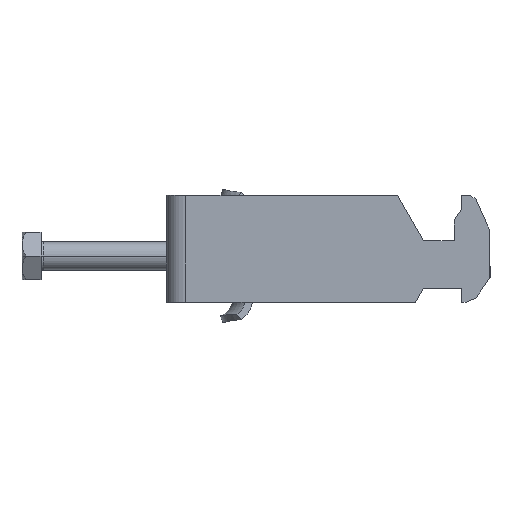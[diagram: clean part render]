
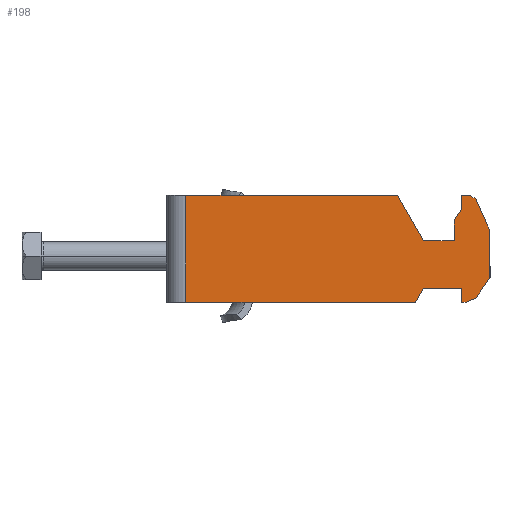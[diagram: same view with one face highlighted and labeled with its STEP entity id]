
A CAD part, left-side view. The second image highlights one B-rep face of the part: STEP entity #198.
In plain terms, the highlighted planar face has unit normal (-1, 0, 0).
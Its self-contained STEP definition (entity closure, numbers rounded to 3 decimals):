
#35 = VERTEX_POINT ( 'NONE', #1144 ) ;
#151 = ORIENTED_EDGE ( 'NONE', *, *, #9366, .F. ) ;
#198 = ADVANCED_FACE ( 'NONE', ( #2136 ), #2887, .F. ) ;
#254 = VERTEX_POINT ( 'NONE', #2732 ) ;
#392 = CARTESIAN_POINT ( 'NONE',  ( -8.5, -114., -11.25 ) ) ;
#418 = CARTESIAN_POINT ( 'NONE',  ( -8.5, -91.274, 27.163 ) ) ;
#583 = DIRECTION ( 'NONE',  ( 0., 1., 0. ) ) ;
#676 = EDGE_CURVE ( 'NONE', #254, #4372, #7460, .T. ) ;
#697 = VECTOR ( 'NONE', #8493, 1000. ) ;
#732 = EDGE_CURVE ( 'NONE', #9363, #4372, #8380, .T. ) ;
#799 = VECTOR ( 'NONE', #6206, 1000. ) ;
#1022 = ORIENTED_EDGE ( 'NONE', *, *, #1978, .F. ) ;
#1135 = LINE ( 'NONE', #3936, #2058 ) ;
#1144 = CARTESIAN_POINT ( 'NONE',  ( -8.5, -68., 3.75 ) ) ;
#1213 = CARTESIAN_POINT ( 'NONE',  ( -8.5, -114., -11.25 ) ) ;
#1235 = VERTEX_POINT ( 'NONE', #1307 ) ;
#1296 = DIRECTION ( 'NONE',  ( 0., 0.5, -0.866 ) ) ;
#1307 = CARTESIAN_POINT ( 'NONE',  ( -8.5, -48.515, 11.25 ) ) ;
#1613 = DIRECTION ( 'NONE',  ( 0., 0., 1. ) ) ;
#1622 = ORIENTED_EDGE ( 'NONE', *, *, #1993, .F. ) ;
#1651 = CARTESIAN_POINT ( 'NONE',  ( -8.5, -80.517, 34.695 ) ) ;
#1685 = EDGE_CURVE ( 'NONE', #1235, #2981, #6504, .T. ) ;
#1705 = ORIENTED_EDGE ( 'NONE', *, *, #1870, .F. ) ;
#1849 = DIRECTION ( 'NONE',  ( 0., -0.574, 0.819 ) ) ;
#1870 = EDGE_CURVE ( 'NONE', #9363, #5452, #2574, .T. ) ;
#1944 = EDGE_CURVE ( 'NONE', #8903, #7625, #5710, .T. ) ;
#1975 = CARTESIAN_POINT ( 'NONE',  ( -8.5, -60.5, 1.75 ) ) ;
#1978 = EDGE_CURVE ( 'NONE', #5376, #8027, #2859, .T. ) ;
#1993 = EDGE_CURVE ( 'NONE', #8621, #6753, #3577, .T. ) ;
#2058 = VECTOR ( 'NONE', #6861, 1000. ) ;
#2121 = EDGE_CURVE ( 'NONE', #5452, #35, #5647, .T. ) ;
#2133 = EDGE_CURVE ( 'NONE', #8752, #5376, #7261, .T. ) ;
#2136 = FACE_OUTER_BOUND ( 'NONE', #9291, .T. ) ;
#2284 = VERTEX_POINT ( 'NONE', #7745 ) ;
#2345 = CARTESIAN_POINT ( 'NONE',  ( -8.5, -4., 11.25 ) ) ;
#2359 = ORIENTED_EDGE ( 'NONE', *, *, #2121, .F. ) ;
#2378 = DIRECTION ( 'NONE',  ( 0., 0., 1. ) ) ;
#2551 = EDGE_CURVE ( 'NONE', #7625, #4059, #2959, .T. ) ;
#2568 = CARTESIAN_POINT ( 'NONE',  ( -8.5, -68., -6.075 ) ) ;
#2574 = LINE ( 'NONE', #5514, #697 ) ;
#2590 = LINE ( 'NONE', #7043, #8816 ) ;
#2593 = ORIENTED_EDGE ( 'NONE', *, *, #2653, .T. ) ;
#2653 = EDGE_CURVE ( 'NONE', #2981, #8027, #6887, .T. ) ;
#2664 = DIRECTION ( 'NONE',  ( 0., 0., 1. ) ) ;
#2732 = CARTESIAN_POINT ( 'NONE',  ( -8.5, -62., 8.25 ) ) ;
#2756 = VECTOR ( 'NONE', #2378, 1000. ) ;
#2758 = CARTESIAN_POINT ( 'NONE',  ( -8.5, -54., -8.25 ) ) ;
#2822 = CARTESIAN_POINT ( 'NONE',  ( -8.5, -114., 11.25 ) ) ;
#2859 = LINE ( 'NONE', #1213, #6280 ) ;
#2887 = PLANE ( 'NONE',  #6460 ) ;
#2959 = LINE ( 'NONE', #8887, #3094 ) ;
#2981 = VERTEX_POINT ( 'NONE', #8340 ) ;
#3094 = VECTOR ( 'NONE', #1613, 1000. ) ;
#3122 = VECTOR ( 'NONE', #1849, 1000. ) ;
#3211 = DIRECTION ( 'NONE',  ( 0., 0.914, -0.407 ) ) ;
#3246 = CARTESIAN_POINT ( 'NONE',  ( -8.5, -64.886, -17.106 ) ) ;
#3359 = ORIENTED_EDGE ( 'NONE', *, *, #676, .F. ) ;
#3384 = CARTESIAN_POINT ( 'NONE',  ( -8.5, -114., 1.75 ) ) ;
#3437 = CARTESIAN_POINT ( 'NONE',  ( -8.5, -68., 11.25 ) ) ;
#3544 = EDGE_CURVE ( 'NONE', #4325, #8621, #5721, .T. ) ;
#3577 = LINE ( 'NONE', #8780, #6590 ) ;
#3585 = DIRECTION ( 'NONE',  ( 0., 1., 0. ) ) ;
#3697 = CARTESIAN_POINT ( 'NONE',  ( -8.5, -62., -8.25 ) ) ;
#3701 = CARTESIAN_POINT ( 'NONE',  ( -8.5, -114., 11.25 ) ) ;
#3767 = CARTESIAN_POINT ( 'NONE',  ( -8.5, -62., 11.25 ) ) ;
#3791 = EDGE_CURVE ( 'NONE', #1235, #8903, #6155, .T. ) ;
#3798 = VECTOR ( 'NONE', #8691, 1000. ) ;
#3936 = CARTESIAN_POINT ( 'NONE',  ( -8.5, -114., -8.25 ) ) ;
#4059 = VERTEX_POINT ( 'NONE', #8001 ) ;
#4124 = EDGE_CURVE ( 'NONE', #35, #5447, #7852, .T. ) ;
#4190 = DIRECTION ( 'NONE',  ( 0., -0.407, -0.914 ) ) ;
#4261 = VECTOR ( 'NONE', #3585, 1000. ) ;
#4325 = VERTEX_POINT ( 'NONE', #8882 ) ;
#4372 = VERTEX_POINT ( 'NONE', #9057 ) ;
#4431 = ORIENTED_EDGE ( 'NONE', *, *, #4124, .F. ) ;
#4457 = EDGE_CURVE ( 'NONE', #4059, #254, #8483, .T. ) ;
#4505 = EDGE_CURVE ( 'NONE', #5447, #2284, #8531, .T. ) ;
#4520 = ORIENTED_EDGE ( 'NONE', *, *, #1685, .T. ) ;
#4687 = CARTESIAN_POINT ( 'NONE',  ( -8.5, -65.055, 10.365 ) ) ;
#4690 = ORIENTED_EDGE ( 'NONE', *, *, #3544, .F. ) ;
#4871 = CARTESIAN_POINT ( 'NONE',  ( -8.5, -77.444, 32.356 ) ) ;
#4987 = DIRECTION ( 'NONE',  ( 0., 0., -1. ) ) ;
#5277 = DIRECTION ( 'NONE',  ( 0., 0., -1. ) ) ;
#5376 = VERTEX_POINT ( 'NONE', #6144 ) ;
#5447 = VERTEX_POINT ( 'NONE', #2568 ) ;
#5452 = VERTEX_POINT ( 'NONE', #4687 ) ;
#5514 = CARTESIAN_POINT ( 'NONE',  ( -8.5, -93.341, -13.37 ) ) ;
#5647 = LINE ( 'NONE', #8629, #7049 ) ;
#5680 = VECTOR ( 'NONE', #6873, 1000. ) ;
#5710 = LINE ( 'NONE', #3384, #3798 ) ;
#5721 = LINE ( 'NONE', #392, #8999 ) ;
#5838 = DIRECTION ( 'NONE',  ( 1., 0., 0. ) ) ;
#5907 = VECTOR ( 'NONE', #4987, 1000. ) ;
#6034 = CARTESIAN_POINT ( 'NONE',  ( -8.5, -54., 1.75 ) ) ;
#6037 = VECTOR ( 'NONE', #5277, 1000. ) ;
#6144 = CARTESIAN_POINT ( 'NONE',  ( -8.5, -52.268, -11.25 ) ) ;
#6155 = LINE ( 'NONE', #3246, #799 ) ;
#6206 = DIRECTION ( 'NONE',  ( 0., -0.5, -0.866 ) ) ;
#6280 = VECTOR ( 'NONE', #9454, 1000. ) ;
#6460 = AXIS2_PLACEMENT_3D ( 'NONE', #3701, #5838, #9578 ) ;
#6503 = VECTOR ( 'NONE', #1296, 1000. ) ;
#6504 = LINE ( 'NONE', #2822, #4261 ) ;
#6590 = VECTOR ( 'NONE', #2664, 1000. ) ;
#6663 = CARTESIAN_POINT ( 'NONE',  ( -8.5, -64., 11.25 ) ) ;
#6753 = VERTEX_POINT ( 'NONE', #3697 ) ;
#6861 = DIRECTION ( 'NONE',  ( 0., 1., 0. ) ) ;
#6873 = DIRECTION ( 'NONE',  ( 0., 1., 0. ) ) ;
#6887 = LINE ( 'NONE', #2345, #6037 ) ;
#7043 = CARTESIAN_POINT ( 'NONE',  ( -8.5, -113.923, 11.422 ) ) ;
#7049 = VECTOR ( 'NONE', #4190, 1000. ) ;
#7111 = DIRECTION ( 'NONE',  ( 0., 0.574, -0.819 ) ) ;
#7261 = LINE ( 'NONE', #4871, #6503 ) ;
#7460 = LINE ( 'NONE', #3767, #2756 ) ;
#7520 = EDGE_CURVE ( 'NONE', #6753, #8752, #1135, .T. ) ;
#7625 = VERTEX_POINT ( 'NONE', #1975 ) ;
#7641 = CARTESIAN_POINT ( 'NONE',  ( -8.5, -114., 11.25 ) ) ;
#7680 = ORIENTED_EDGE ( 'NONE', *, *, #7520, .F. ) ;
#7724 = ORIENTED_EDGE ( 'NONE', *, *, #3791, .F. ) ;
#7745 = CARTESIAN_POINT ( 'NONE',  ( -8.5, -65., -10.36 ) ) ;
#7852 = LINE ( 'NONE', #3437, #5907 ) ;
#8001 = CARTESIAN_POINT ( 'NONE',  ( -8.5, -60.5, 6.108 ) ) ;
#8027 = VERTEX_POINT ( 'NONE', #9269 ) ;
#8085 = ORIENTED_EDGE ( 'NONE', *, *, #4505, .F. ) ;
#8133 = ORIENTED_EDGE ( 'NONE', *, *, #2133, .F. ) ;
#8283 = ORIENTED_EDGE ( 'NONE', *, *, #732, .T. ) ;
#8340 = CARTESIAN_POINT ( 'NONE',  ( -8.5, -4., 11.25 ) ) ;
#8380 = LINE ( 'NONE', #7641, #5680 ) ;
#8483 = LINE ( 'NONE', #1651, #3122 ) ;
#8493 = DIRECTION ( 'NONE',  ( 0., -0.766, -0.643 ) ) ;
#8531 = LINE ( 'NONE', #418, #8866 ) ;
#8621 = VERTEX_POINT ( 'NONE', #8686 ) ;
#8629 = CARTESIAN_POINT ( 'NONE',  ( -8.5, -72.823, -7.083 ) ) ;
#8686 = CARTESIAN_POINT ( 'NONE',  ( -8.5, -62., -11.25 ) ) ;
#8691 = DIRECTION ( 'NONE',  ( 0., -1., 0. ) ) ;
#8752 = VERTEX_POINT ( 'NONE', #2758 ) ;
#8780 = CARTESIAN_POINT ( 'NONE',  ( -8.5, -62., 11.25 ) ) ;
#8816 = VECTOR ( 'NONE', #3211, 1000. ) ;
#8866 = VECTOR ( 'NONE', #7111, 1000. ) ;
#8882 = CARTESIAN_POINT ( 'NONE',  ( -8.5, -63., -11.25 ) ) ;
#8887 = CARTESIAN_POINT ( 'NONE',  ( -8.5, -60.5, 11.25 ) ) ;
#8903 = VERTEX_POINT ( 'NONE', #6034 ) ;
#8999 = VECTOR ( 'NONE', #583, 1000. ) ;
#9057 = CARTESIAN_POINT ( 'NONE',  ( -8.5, -62., 11.25 ) ) ;
#9243 = ORIENTED_EDGE ( 'NONE', *, *, #4457, .F. ) ;
#9269 = CARTESIAN_POINT ( 'NONE',  ( -8.5, -4., -11.25 ) ) ;
#9291 = EDGE_LOOP ( 'NONE', ( #8133, #7680, #1622, #4690, #151, #8085, #4431, #2359, #1705, #8283, #3359, #9243, #9323, #9483, #7724, #4520, #2593, #1022 ) ) ;
#9323 = ORIENTED_EDGE ( 'NONE', *, *, #2551, .F. ) ;
#9363 = VERTEX_POINT ( 'NONE', #6663 ) ;
#9366 = EDGE_CURVE ( 'NONE', #2284, #4325, #2590, .T. ) ;
#9454 = DIRECTION ( 'NONE',  ( 0., 1., 0. ) ) ;
#9483 = ORIENTED_EDGE ( 'NONE', *, *, #1944, .F. ) ;
#9578 = DIRECTION ( 'NONE',  ( 0., 1., 0. ) ) ;
